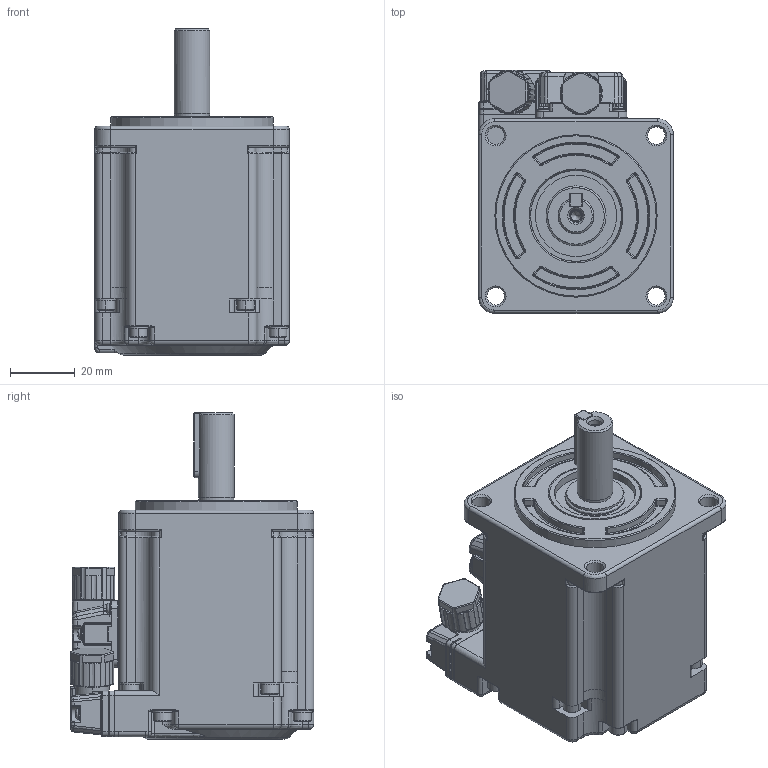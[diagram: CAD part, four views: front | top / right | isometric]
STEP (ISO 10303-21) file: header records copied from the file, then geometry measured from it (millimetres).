
FILE_DESCRIPTION( ('This file contains a STEP AP42 implementation' ,'as created by ZW3D STEP Interface translator.') ,'2;1' );
FILE_NAME( 'MH020A-N2CA-2000.stp' ,'23 925.165835', (''), ('ZWCAD Software Co.'), 'Version 1.0', 'ZW3D to STEP translator', '' );
FILE_SCHEMA(('AUTOMOTIVE_DESIGN { 1 0 10303 214 1 1 1 1 }'));
Length unit declared in the file: millimetre
Products named in the file (1): 0
Bounding box: 60 x 74.95 x 100.5 mm (x, y, z)
Volume: 244260.5 mm3; surface area: 31016.7 mm2
Topology: 1 solids, 1 shells, 1765 faces, 4366 edges, 2659 vertices
Faces by surface type: plane 636, bspline 525, cylinder 502, cone 55, sphere 46, torus 1
Full cylindrical faces by diameter (mm): 3.2 x10, 4 x9, 4.1 x1, 5.4 x4, 6 x1, 10.8 x1, 11 x1, 17 x1, 17.4 x1, 25 x1, 28 x1, 50 x1
Entity records: 68647 total; most frequent: CARTESIAN_POINT 29606, ORIENTED_EDGE 8696, DIRECTION 6646, EDGE_CURVE 4348, VERTEX_POINT 2659, AXIS2_PLACEMENT_3D 2317, VECTOR 2012, LINE 2012
